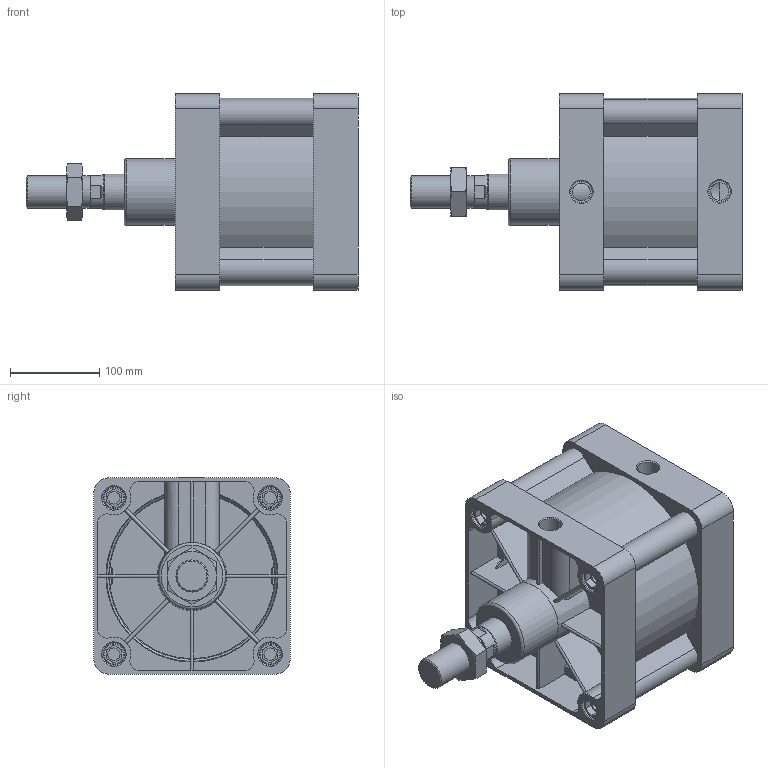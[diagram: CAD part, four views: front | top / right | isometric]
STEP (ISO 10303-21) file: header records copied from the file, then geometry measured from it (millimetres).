
FILE_DESCRIPTION( ( 'STEP AP203' ), '1' );
FILE_NAME( 'VBC200X25-0(0).stp', '2021-10-12T01:55:55', ( 'License CC BY-ND 4.0' ), ( 'CADENAS' ), ' ', 'PARTsolutions', ' ' );
FILE_SCHEMA( ( 'CONFIG_CONTROL_DESIGN' ) );
Length unit declared in the file: millimetre
Products named in the file (4): VBC200X25-0(0); _VBC200X25-0(0)_dummy; _VBC200x25; _200x25-0
Assembly tree (3 placements, depth 2):
  VBC200X25-0(0)
    _VBC200X25-0(0)_dummy
    _VBC200x25
    _200x25-0
Bounding box: 372 x 220 x 220 mm (x, y, z)
Volume: 4737612.6 mm3; surface area: 856060.8 mm2
Topology: 2 solids, 6 shells, 462 faces, 1155 edges, 760 vertices
Faces by surface type: plane 252, cylinder 118, cone 58, torus 34
Full cylindrical faces by diameter (mm): 13.835 x8, 16 x4, 17.5 x8, 18 x4, 20 x2, 24 x8, 24.117 x2, 25.4 x8, 36 x2, 39 x1, 40 x3, 44 x1, 75 x1, 190 x2
Entity records: 14708 total; most frequent: CARTESIAN_POINT 3953, DIRECTION 2145, ORIENTED_EDGE 2128, EDGE_CURVE 1064, AXIS2_PLACEMENT_3D 817, VERTEX_POINT 746, EDGE_LOOP 606, FACE_OUTER_BOUND 518
